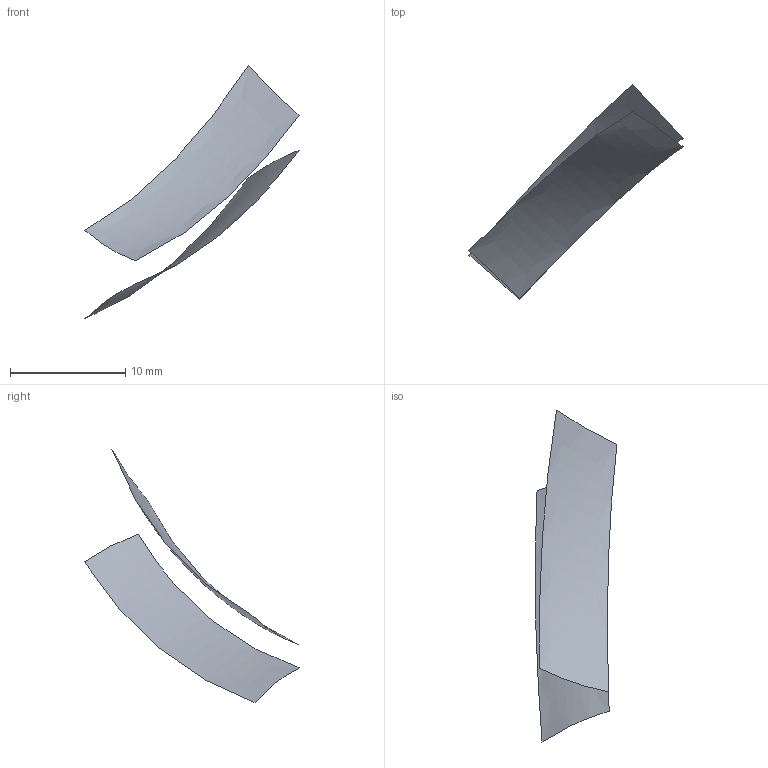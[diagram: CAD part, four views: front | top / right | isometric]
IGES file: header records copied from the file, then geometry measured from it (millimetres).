
Bounding box: 18.55 x 18.63 x 21.95 mm (x, y, z)
Surface area: 309.9 mm2 (no closed solid volume)
Topology: 0 solids, 0 shells, 2 faces, 18 edges, 24 vertices
Faces by surface type: bspline 2
